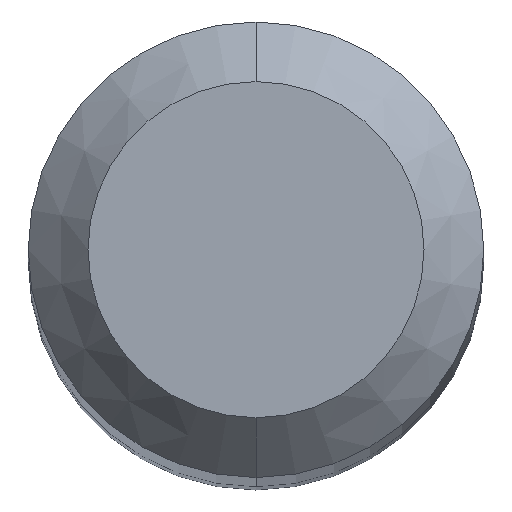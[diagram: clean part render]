
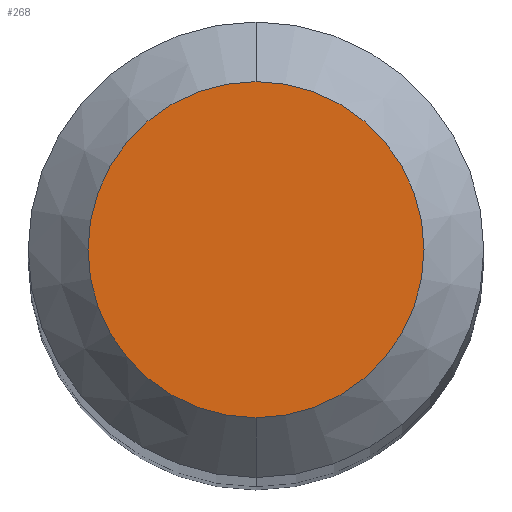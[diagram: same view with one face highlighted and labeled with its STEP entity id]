
A CAD part, top view. The second image highlights one B-rep face of the part: STEP entity #268.
In plain terms, the highlighted planar face has unit normal (0, 0, 1).
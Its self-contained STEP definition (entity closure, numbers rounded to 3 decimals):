
#5 = AXIS2_PLACEMENT_3D ( 'NONE', #292, #46, #181 ) ;
#24 = CARTESIAN_POINT ( 'NONE',  ( 0., 0., 49. ) ) ;
#30 = PLANE ( 'NONE',  #142 ) ;
#46 = DIRECTION ( 'NONE',  ( 0., 0., -1. ) ) ;
#60 = DIRECTION ( 'NONE',  ( 0., 0., -1. ) ) ;
#69 = EDGE_CURVE ( 'NONE', #103, #286, #207, .T. ) ;
#79 = EDGE_CURVE ( 'NONE', #286, #103, #89, .T. ) ;
#88 = CARTESIAN_POINT ( 'NONE',  ( 0., 0., 49. ) ) ;
#89 = CIRCLE ( 'NONE', #197, 1.125 ) ;
#103 = VERTEX_POINT ( 'NONE', #336 ) ;
#142 = AXIS2_PLACEMENT_3D ( 'NONE', #88, #60, #243 ) ;
#165 = FACE_OUTER_BOUND ( 'NONE', #307, .T. ) ;
#181 = DIRECTION ( 'NONE',  ( 0., 1., 0. ) ) ;
#197 = AXIS2_PLACEMENT_3D ( 'NONE', #24, #211, #235 ) ;
#199 = ORIENTED_EDGE ( 'NONE', *, *, #79, .F. ) ;
#207 = CIRCLE ( 'NONE', #5, 1.125 ) ;
#211 = DIRECTION ( 'NONE',  ( 0., 0., -1. ) ) ;
#235 = DIRECTION ( 'NONE',  ( 0., 1., 0. ) ) ;
#243 = DIRECTION ( 'NONE',  ( 0., 1., 0. ) ) ;
#268 = ADVANCED_FACE ( 'NONE', ( #165 ), #30, .F. ) ;
#272 = CARTESIAN_POINT ( 'NONE',  ( 0., -1.125, 49. ) ) ;
#282 = ORIENTED_EDGE ( 'NONE', *, *, #69, .F. ) ;
#286 = VERTEX_POINT ( 'NONE', #272 ) ;
#292 = CARTESIAN_POINT ( 'NONE',  ( 0., 0., 49. ) ) ;
#307 = EDGE_LOOP ( 'NONE', ( #282, #199 ) ) ;
#336 = CARTESIAN_POINT ( 'NONE',  ( 0., 1.125, 49. ) ) ;
